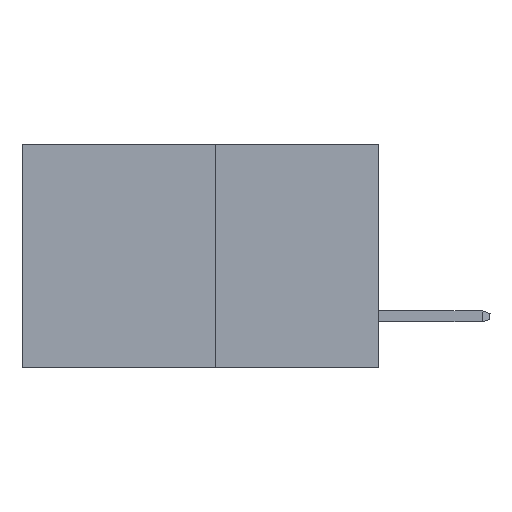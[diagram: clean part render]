
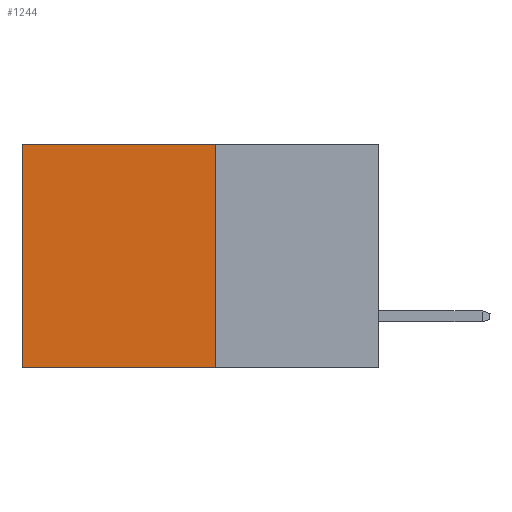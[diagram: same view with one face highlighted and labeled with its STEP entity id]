
A CAD part, left-side view. The second image highlights one B-rep face of the part: STEP entity #1244.
In plain terms, the highlighted planar face has unit normal (-1, 0, 0).
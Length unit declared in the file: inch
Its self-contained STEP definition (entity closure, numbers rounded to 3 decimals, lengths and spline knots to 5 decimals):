
#1119 = ORIENTED_EDGE ( 'NONE', *, *, #16356, .F. ) ;
#1244 = ADVANCED_FACE ( 'NONE', ( #13519 ), #10142, .F. ) ;
#1410 = VERTEX_POINT ( 'NONE', #9719 ) ;
#2791 = AXIS2_PLACEMENT_3D ( 'NONE', #11019, #10107, #10075 ) ;
#3424 = VECTOR ( 'NONE', #9820, 39.37008 ) ;
#4557 = VECTOR ( 'NONE', #15286, 39.37008 ) ;
#4667 = ORIENTED_EDGE ( 'NONE', *, *, #13096, .F. ) ;
#4889 = CARTESIAN_POINT ( 'NONE',  ( 0.277, 0.59, -0.37 ) ) ;
#4962 = LINE ( 'NONE', #14057, #4557 ) ;
#7273 = CARTESIAN_POINT ( 'NONE',  ( 0.277, 0.27, -0.37 ) ) ;
#7456 = CARTESIAN_POINT ( 'NONE',  ( 0.277, 0.27, -0.37 ) ) ;
#7559 = ORIENTED_EDGE ( 'NONE', *, *, #16286, .T. ) ;
#7949 = ORIENTED_EDGE ( 'NONE', *, *, #15680, .T. ) ;
#8191 = VERTEX_POINT ( 'NONE', #9475 ) ;
#8723 = DIRECTION ( 'NONE',  ( 0., 1., 0. ) ) ;
#9472 = LINE ( 'NONE', #7273, #15765 ) ;
#9475 = CARTESIAN_POINT ( 'NONE',  ( 0.277, 0.27, -0.37 ) ) ;
#9719 = CARTESIAN_POINT ( 'NONE',  ( 0.277, 0.27, 0. ) ) ;
#9820 = DIRECTION ( 'NONE',  ( 0., 0., -1. ) ) ;
#9899 = VERTEX_POINT ( 'NONE', #15790 ) ;
#10075 = DIRECTION ( 'NONE',  ( 0., 0., -1. ) ) ;
#10107 = DIRECTION ( 'NONE',  ( 1., 0., 0. ) ) ;
#10142 = PLANE ( 'NONE',  #2791 ) ;
#11019 = CARTESIAN_POINT ( 'NONE',  ( 0.277, 0.27, -0.37 ) ) ;
#11842 = VECTOR ( 'NONE', #8723, 39.37008 ) ;
#12211 = VERTEX_POINT ( 'NONE', #12777 ) ;
#12777 = CARTESIAN_POINT ( 'NONE',  ( 0.277, 0.59, 0. ) ) ;
#13096 = EDGE_CURVE ( 'NONE', #1410, #8191, #9472, .T. ) ;
#13157 = EDGE_LOOP ( 'NONE', ( #7559, #1119, #4667, #7949 ) ) ;
#13519 = FACE_OUTER_BOUND ( 'NONE', #13157, .T. ) ;
#14057 = CARTESIAN_POINT ( 'NONE',  ( 0.277, 0.27, 0. ) ) ;
#14759 = DIRECTION ( 'NONE',  ( 0., 0., -1. ) ) ;
#15286 = DIRECTION ( 'NONE',  ( 0., 1., 0. ) ) ;
#15567 = LINE ( 'NONE', #7456, #11842 ) ;
#15680 = EDGE_CURVE ( 'NONE', #1410, #12211, #4962, .T. ) ;
#15765 = VECTOR ( 'NONE', #14759, 39.37008 ) ;
#15790 = CARTESIAN_POINT ( 'NONE',  ( 0.277, 0.59, -0.37 ) ) ;
#16286 = EDGE_CURVE ( 'NONE', #12211, #9899, #16346, .T. ) ;
#16346 = LINE ( 'NONE', #4889, #3424 ) ;
#16356 = EDGE_CURVE ( 'NONE', #8191, #9899, #15567, .T. ) ;
